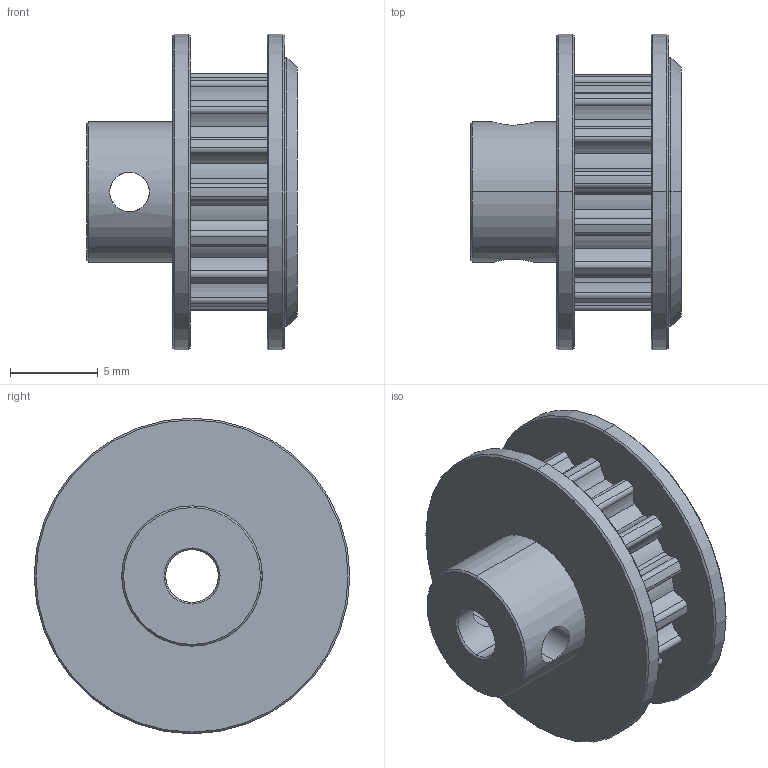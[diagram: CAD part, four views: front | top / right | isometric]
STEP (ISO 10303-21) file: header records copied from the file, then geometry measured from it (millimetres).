
FILE_DESCRIPTION (( 'STEP AP214' ), '1' );
FILE_NAME ('Fingertech S3M Timing Pulleys - 15T.STEP', '2013-12-28T07:38:59', ( '' ), ( '' ), 'SwSTEP 2.0', 'SolidWorks 2014', '' );
FILE_SCHEMA (( 'AUTOMOTIVE_DESIGN' ));
Length unit declared in the file: millimetre
Products named in the file (1): Fingertech S3M Timing Pulleys - 15T
Bounding box: 12.03 x 18 x 18 mm (x, y, z)
Volume: 1261.5 mm3; surface area: 1861.3 mm2
Topology: 4 solids, 4 shells, 147 faces, 397 edges, 259 vertices
Faces by surface type: cylinder 120, cone 16, plane 9, bspline 2
Entity records: 6271 total; most frequent: CARTESIAN_POINT 2081, DIRECTION 924, ORIENTED_EDGE 794, EDGE_CURVE 397, AXIS2_PLACEMENT_3D 394, VERTEX_POINT 259, CIRCLE 248, EDGE_LOOP 160
